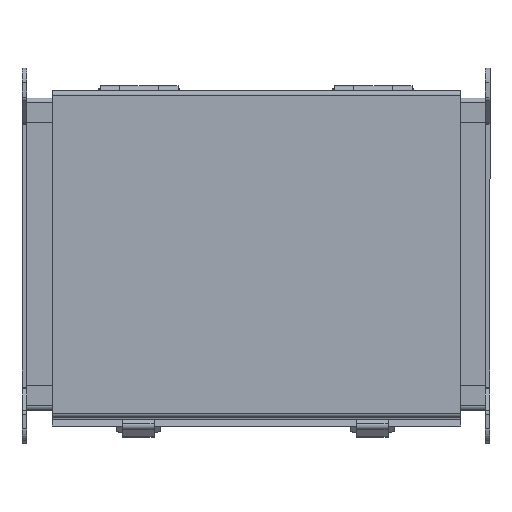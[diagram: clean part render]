
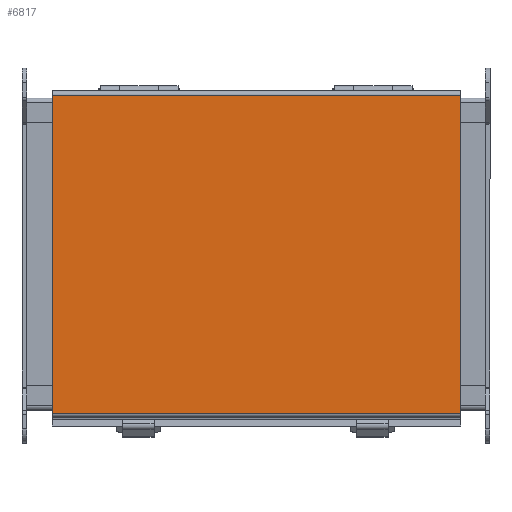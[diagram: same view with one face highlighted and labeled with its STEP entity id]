
A CAD part, top view. The second image highlights one B-rep face of the part: STEP entity #6817.
In plain terms, the highlighted planar face has unit normal (0, 0, 1).
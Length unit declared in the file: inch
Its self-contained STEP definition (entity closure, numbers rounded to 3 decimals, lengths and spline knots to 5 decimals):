
#165 = DIRECTION ( 'NONE',  ( -1., 0., 0. ) ) ;
#218 = FACE_OUTER_BOUND ( 'NONE', #1870, .T. ) ;
#447 = VERTEX_POINT ( 'NONE', #5682 ) ;
#513 = DIRECTION ( 'NONE',  ( 0., -1., 0. ) ) ;
#1369 = VERTEX_POINT ( 'NONE', #11308 ) ;
#1447 = DIRECTION ( 'NONE',  ( 0., 1., 0. ) ) ;
#1485 = LINE ( 'NONE', #5447, #2406 ) ;
#1841 = EDGE_CURVE ( 'NONE', #3181, #1369, #1485, .T. ) ;
#1870 = EDGE_LOOP ( 'NONE', ( #8613, #10464, #12712, #3082 ) ) ;
#2406 = VECTOR ( 'NONE', #513, 39.37008 ) ;
#2551 = CARTESIAN_POINT ( 'NONE',  ( 5.25, -4.1885, 8.172 ) ) ;
#2940 = EDGE_CURVE ( 'NONE', #1369, #6723, #11234, .T. ) ;
#3082 = ORIENTED_EDGE ( 'NONE', *, *, #3640, .T. ) ;
#3181 = VERTEX_POINT ( 'NONE', #7246 ) ;
#3391 = DIRECTION ( 'NONE',  ( 1., 0., 0. ) ) ;
#3640 = EDGE_CURVE ( 'NONE', #447, #3181, #6068, .T. ) ;
#4249 = CARTESIAN_POINT ( 'NONE',  ( -5.218, -4.1885, 8.172 ) ) ;
#5447 = CARTESIAN_POINT ( 'NONE',  ( -5.218, -4.1885, 8.172 ) ) ;
#5624 = CARTESIAN_POINT ( 'NONE',  ( 5.25, -4.0805, 8.172 ) ) ;
#5682 = CARTESIAN_POINT ( 'NONE',  ( 5.25, 4.0785, 8.172 ) ) ;
#6068 = LINE ( 'NONE', #9042, #12455 ) ;
#6336 = VECTOR ( 'NONE', #1447, 39.37008 ) ;
#6723 = VERTEX_POINT ( 'NONE', #5624 ) ;
#6739 = AXIS2_PLACEMENT_3D ( 'NONE', #4249, #12164, #7033 ) ;
#6817 = ADVANCED_FACE ( 'NONE', ( #218 ), #9159, .T. ) ;
#6918 = EDGE_CURVE ( 'NONE', #6723, #447, #10394, .T. ) ;
#7033 = DIRECTION ( 'NONE',  ( 1., 0., 0. ) ) ;
#7246 = CARTESIAN_POINT ( 'NONE',  ( -5.218, 4.0785, 8.172 ) ) ;
#8613 = ORIENTED_EDGE ( 'NONE', *, *, #1841, .T. ) ;
#9042 = CARTESIAN_POINT ( 'NONE',  ( -5.218, 4.0785, 8.172 ) ) ;
#9159 = PLANE ( 'NONE',  #6739 ) ;
#10394 = LINE ( 'NONE', #2551, #6336 ) ;
#10464 = ORIENTED_EDGE ( 'NONE', *, *, #2940, .T. ) ;
#10721 = VECTOR ( 'NONE', #3391, 39.37008 ) ;
#11169 = CARTESIAN_POINT ( 'NONE',  ( -5.218, -4.0805, 8.172 ) ) ;
#11234 = LINE ( 'NONE', #11169, #10721 ) ;
#11308 = CARTESIAN_POINT ( 'NONE',  ( -5.218, -4.0805, 8.172 ) ) ;
#12164 = DIRECTION ( 'NONE',  ( 0., 0., 1. ) ) ;
#12455 = VECTOR ( 'NONE', #165, 39.37008 ) ;
#12712 = ORIENTED_EDGE ( 'NONE', *, *, #6918, .T. ) ;
